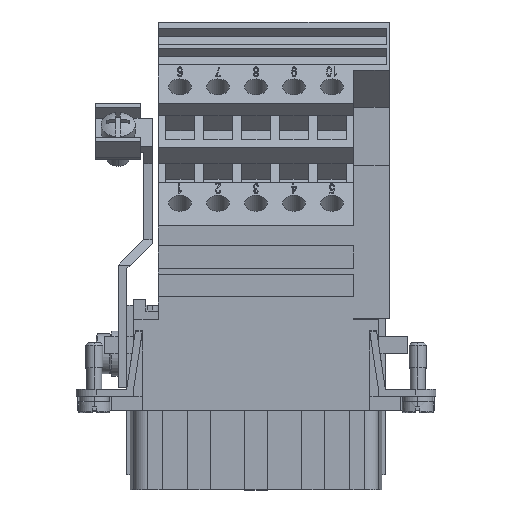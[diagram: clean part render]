
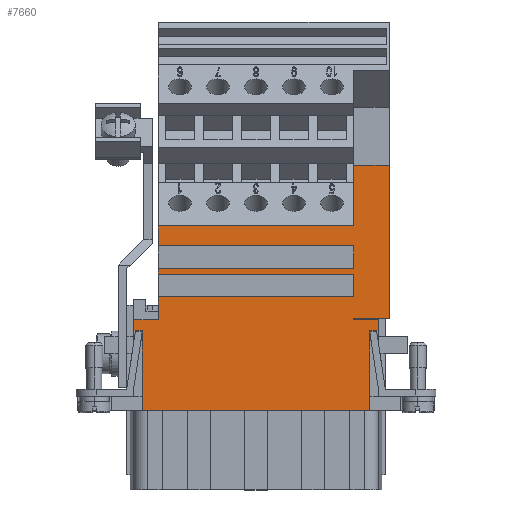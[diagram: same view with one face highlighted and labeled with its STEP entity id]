
A CAD part, top view. The second image highlights one B-rep face of the part: STEP entity #7660.
In plain terms, the highlighted planar face has unit normal (0, 0, 1).
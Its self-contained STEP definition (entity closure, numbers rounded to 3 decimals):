
#5646=CARTESIAN_POINT('',(20.05,0.0,17.));
#5647=VERTEX_POINT('',#5646);
#5654=CARTESIAN_POINT('',(-20.05,0.0,17.));
#5655=VERTEX_POINT('',#5654);
#5656=CARTESIAN_POINT('',(20.05,0.0,17.));
#5657=DIRECTION('',(-1.0,0.0,0.0));
#5658=VECTOR('',#5657,40.1);
#5659=LINE('',#5656,#5658);
#5660=EDGE_CURVE('',#5647,#5655,#5659,.T.);
#7261=CARTESIAN_POINT('',(-17.2,20.0,17.0));
#7262=VERTEX_POINT('',#7261);
#7269=CARTESIAN_POINT('',(17.2,20.0,17.0));
#7270=VERTEX_POINT('',#7269);
#7271=CARTESIAN_POINT('',(17.2,20.0,17.0));
#7272=DIRECTION('',(-1.0,0.0,0.0));
#7273=VECTOR('',#7272,34.4);
#7274=LINE('',#7271,#7273);
#7275=EDGE_CURVE('',#7270,#7262,#7274,.T.);
#7300=CARTESIAN_POINT('',(17.2,24.0,17.0));
#7301=VERTEX_POINT('',#7300);
#7302=CARTESIAN_POINT('',(17.2,24.0,17.0));
#7303=DIRECTION('',(0.0,-1.0,0.0));
#7304=VECTOR('',#7303,4.0);
#7305=LINE('',#7302,#7304);
#7306=EDGE_CURVE('',#7301,#7270,#7305,.T.);
#7331=CARTESIAN_POINT('',(-17.2,24.0,17.0));
#7332=VERTEX_POINT('',#7331);
#7333=CARTESIAN_POINT('',(-17.2,24.0,17.0));
#7334=DIRECTION('',(1.0,0.0,0.0));
#7335=VECTOR('',#7334,34.4);
#7336=LINE('',#7333,#7335);
#7337=EDGE_CURVE('',#7332,#7301,#7336,.T.);
#7380=CARTESIAN_POINT('',(-17.2,25.0,17.0));
#7381=VERTEX_POINT('',#7380);
#7388=CARTESIAN_POINT('',(17.2,25.0,17.0));
#7389=VERTEX_POINT('',#7388);
#7390=CARTESIAN_POINT('',(17.2,25.0,17.0));
#7391=DIRECTION('',(-1.0,0.0,0.0));
#7392=VECTOR('',#7391,34.4);
#7393=LINE('',#7390,#7392);
#7394=EDGE_CURVE('',#7389,#7381,#7393,.T.);
#7419=CARTESIAN_POINT('',(17.2,29.0,17.0));
#7420=VERTEX_POINT('',#7419);
#7421=CARTESIAN_POINT('',(17.2,29.0,17.0));
#7422=DIRECTION('',(0.0,-1.0,0.0));
#7423=VECTOR('',#7422,4.0);
#7424=LINE('',#7421,#7423);
#7425=EDGE_CURVE('',#7420,#7389,#7424,.T.);
#7450=CARTESIAN_POINT('',(-17.2,29.0,17.0));
#7451=VERTEX_POINT('',#7450);
#7452=CARTESIAN_POINT('',(-17.2,29.0,17.0));
#7453=DIRECTION('',(1.0,0.0,0.0));
#7454=VECTOR('',#7453,34.4);
#7455=LINE('',#7452,#7454);
#7456=EDGE_CURVE('',#7451,#7420,#7455,.T.);
#7484=CARTESIAN_POINT('',(-17.2,0.0,17.0));
#7485=DIRECTION('',(0.0,0.0,1.0));
#7486=DIRECTION('',(1.0,0.0,0.0));
#7487=AXIS2_PLACEMENT_3D('',#7484,#7485,#7486);
#7488=PLANE('',#7487);
#7489=ORIENTED_EDGE('',*,*,#7337,.T.);
#7490=ORIENTED_EDGE('',*,*,#7306,.T.);
#7491=ORIENTED_EDGE('',*,*,#7275,.T.);
#7492=CARTESIAN_POINT('',(-17.2,16.0,17.0));
#7493=VERTEX_POINT('',#7492);
#7494=CARTESIAN_POINT('',(-17.2,16.0,17.0));
#7495=DIRECTION('',(0.0,1.0,0.0));
#7496=VECTOR('',#7495,4.0);
#7497=LINE('',#7494,#7496);
#7498=EDGE_CURVE('',#7493,#7262,#7497,.T.);
#7499=ORIENTED_EDGE('',*,*,#7498,.F.);
#7500=CARTESIAN_POINT('',(-21.55,16.0,17.));
#7501=VERTEX_POINT('',#7500);
#7502=CARTESIAN_POINT('',(-17.2,16.0,17.0));
#7503=DIRECTION('',(-1.0,0.0,0.0));
#7504=VECTOR('',#7503,4.35);
#7505=LINE('',#7502,#7504);
#7506=EDGE_CURVE('',#7493,#7501,#7505,.T.);
#7507=ORIENTED_EDGE('',*,*,#7506,.T.);
#7508=CARTESIAN_POINT('',(-21.55,14.,17.0));
#7509=VERTEX_POINT('',#7508);
#7510=CARTESIAN_POINT('',(-21.55,14.,17.0));
#7511=DIRECTION('',(0.0,1.0,0.0));
#7512=VECTOR('',#7511,2.);
#7513=LINE('',#7510,#7512);
#7514=EDGE_CURVE('',#7509,#7501,#7513,.T.);
#7515=ORIENTED_EDGE('',*,*,#7514,.F.);
#7516=CARTESIAN_POINT('',(-21.236,14.,17.0));
#7517=VERTEX_POINT('',#7516);
#7518=CARTESIAN_POINT('',(-21.55,14.,17.0));
#7519=DIRECTION('',(1.0,0.0,0.0));
#7520=VECTOR('',#7519,0.314);
#7521=LINE('',#7518,#7520);
#7522=EDGE_CURVE('',#7509,#7517,#7521,.T.);
#7523=ORIENTED_EDGE('',*,*,#7522,.T.);
#7524=CARTESIAN_POINT('',(-20.05,14.,17.));
#7525=VERTEX_POINT('',#7524);
#7526=CARTESIAN_POINT('',(-21.236,14.,17.0));
#7527=DIRECTION('',(1.0,0.0,0.0));
#7528=VECTOR('',#7527,1.186);
#7529=LINE('',#7526,#7528);
#7530=EDGE_CURVE('',#7517,#7525,#7529,.T.);
#7531=ORIENTED_EDGE('',*,*,#7530,.T.);
#7532=CARTESIAN_POINT('',(-20.05,13.818,17.0));
#7533=VERTEX_POINT('',#7532);
#7534=CARTESIAN_POINT('',(-20.05,14.,17.));
#7535=DIRECTION('',(0.0,-1.0,0.0));
#7536=VECTOR('',#7535,0.182);
#7537=LINE('',#7534,#7536);
#7538=EDGE_CURVE('',#7525,#7533,#7537,.T.);
#7539=ORIENTED_EDGE('',*,*,#7538,.T.);
#7540=CARTESIAN_POINT('',(-20.05,13.818,17.0));
#7541=DIRECTION('',(0.0,-1.0,0.0));
#7542=VECTOR('',#7541,13.818);
#7543=LINE('',#7540,#7542);
#7544=EDGE_CURVE('',#7533,#5655,#7543,.T.);
#7545=ORIENTED_EDGE('',*,*,#7544,.T.);
#7546=ORIENTED_EDGE('',*,*,#5660,.F.);
#7547=CARTESIAN_POINT('',(20.05,13.818,17.0));
#7548=VERTEX_POINT('',#7547);
#7549=CARTESIAN_POINT('',(20.05,0.0,17.));
#7550=DIRECTION('',(0.0,1.0,0.0));
#7551=VECTOR('',#7550,13.818);
#7552=LINE('',#7549,#7551);
#7553=EDGE_CURVE('',#5647,#7548,#7552,.T.);
#7554=ORIENTED_EDGE('',*,*,#7553,.T.);
#7555=CARTESIAN_POINT('',(20.05,14.,17.));
#7556=VERTEX_POINT('',#7555);
#7557=CARTESIAN_POINT('',(20.05,13.818,17.0));
#7558=DIRECTION('',(0.0,1.0,0.0));
#7559=VECTOR('',#7558,0.182);
#7560=LINE('',#7557,#7559);
#7561=EDGE_CURVE('',#7548,#7556,#7560,.T.);
#7562=ORIENTED_EDGE('',*,*,#7561,.T.);
#7563=CARTESIAN_POINT('',(21.236,14.,17.0));
#7564=VERTEX_POINT('',#7563);
#7565=CARTESIAN_POINT('',(20.05,14.,17.));
#7566=DIRECTION('',(1.0,0.0,0.0));
#7567=VECTOR('',#7566,1.186);
#7568=LINE('',#7565,#7567);
#7569=EDGE_CURVE('',#7556,#7564,#7568,.T.);
#7570=ORIENTED_EDGE('',*,*,#7569,.T.);
#7571=CARTESIAN_POINT('',(21.55,14.,17.));
#7572=VERTEX_POINT('',#7571);
#7573=CARTESIAN_POINT('',(21.236,14.,17.0));
#7574=DIRECTION('',(1.0,0.0,0.0));
#7575=VECTOR('',#7574,0.314);
#7576=LINE('',#7573,#7575);
#7577=EDGE_CURVE('',#7564,#7572,#7576,.T.);
#7578=ORIENTED_EDGE('',*,*,#7577,.T.);
#7579=CARTESIAN_POINT('',(21.55,16.0,17.0));
#7580=VERTEX_POINT('',#7579);
#7581=CARTESIAN_POINT('',(21.55,14.,17.));
#7582=DIRECTION('',(0.0,1.0,0.0));
#7583=VECTOR('',#7582,2.);
#7584=LINE('',#7581,#7583);
#7585=EDGE_CURVE('',#7572,#7580,#7584,.T.);
#7586=ORIENTED_EDGE('',*,*,#7585,.T.);
#7587=CARTESIAN_POINT('',(17.2,16.0,17.0));
#7588=VERTEX_POINT('',#7587);
#7589=CARTESIAN_POINT('',(21.55,16.0,17.0));
#7590=DIRECTION('',(-1.0,0.0,0.0));
#7591=VECTOR('',#7590,4.35);
#7592=LINE('',#7589,#7591);
#7593=EDGE_CURVE('',#7580,#7588,#7592,.T.);
#7594=ORIENTED_EDGE('',*,*,#7593,.T.);
#7595=CARTESIAN_POINT('',(17.2,16.2,17.0));
#7596=VERTEX_POINT('',#7595);
#7597=CARTESIAN_POINT('',(17.2,16.2,17.0));
#7598=DIRECTION('',(0.0,-1.0,0.0));
#7599=VECTOR('',#7598,0.2);
#7600=LINE('',#7597,#7599);
#7601=EDGE_CURVE('',#7596,#7588,#7600,.T.);
#7602=ORIENTED_EDGE('',*,*,#7601,.F.);
#7603=CARTESIAN_POINT('',(23.5,16.2,17.0));
#7604=VERTEX_POINT('',#7603);
#7605=CARTESIAN_POINT('',(23.5,16.2,17.0));
#7606=DIRECTION('',(-1.0,0.0,0.0));
#7607=VECTOR('',#7606,6.3);
#7608=LINE('',#7605,#7607);
#7609=EDGE_CURVE('',#7604,#7596,#7608,.T.);
#7610=ORIENTED_EDGE('',*,*,#7609,.F.);
#7611=CARTESIAN_POINT('',(23.5,43.2,17.));
#7612=VERTEX_POINT('',#7611);
#7613=CARTESIAN_POINT('',(23.5,43.2,17.));
#7614=DIRECTION('',(0.0,-1.0,0.0));
#7615=VECTOR('',#7614,27.0);
#7616=LINE('',#7613,#7615);
#7617=EDGE_CURVE('',#7612,#7604,#7616,.T.);
#7618=ORIENTED_EDGE('',*,*,#7617,.F.);
#7619=CARTESIAN_POINT('',(17.2,43.2,17.));
#7620=VERTEX_POINT('',#7619);
#7621=CARTESIAN_POINT('',(23.5,43.2,17.));
#7622=DIRECTION('',(-1.0,0.0,0.0));
#7623=VECTOR('',#7622,6.3);
#7624=LINE('',#7621,#7623);
#7625=EDGE_CURVE('',#7612,#7620,#7624,.T.);
#7626=ORIENTED_EDGE('',*,*,#7625,.T.);
#7627=CARTESIAN_POINT('',(17.2,32.5,17.));
#7628=VERTEX_POINT('',#7627);
#7629=CARTESIAN_POINT('',(17.2,43.2,17.));
#7630=DIRECTION('',(0.0,-1.0,0.0));
#7631=VECTOR('',#7630,10.7);
#7632=LINE('',#7629,#7631);
#7633=EDGE_CURVE('',#7620,#7628,#7632,.T.);
#7634=ORIENTED_EDGE('',*,*,#7633,.T.);
#7635=CARTESIAN_POINT('',(-17.2,32.5,17.));
#7636=VERTEX_POINT('',#7635);
#7637=CARTESIAN_POINT('',(17.2,32.5,17.));
#7638=DIRECTION('',(-1.0,0.0,0.0));
#7639=VECTOR('',#7638,34.4);
#7640=LINE('',#7637,#7639);
#7641=EDGE_CURVE('',#7628,#7636,#7640,.T.);
#7642=ORIENTED_EDGE('',*,*,#7641,.T.);
#7643=CARTESIAN_POINT('',(-17.2,29.0,17.0));
#7644=DIRECTION('',(0.0,1.0,0.0));
#7645=VECTOR('',#7644,3.5);
#7646=LINE('',#7643,#7645);
#7647=EDGE_CURVE('',#7451,#7636,#7646,.T.);
#7648=ORIENTED_EDGE('',*,*,#7647,.F.);
#7649=ORIENTED_EDGE('',*,*,#7456,.T.);
#7650=ORIENTED_EDGE('',*,*,#7425,.T.);
#7651=ORIENTED_EDGE('',*,*,#7394,.T.);
#7652=CARTESIAN_POINT('',(-17.2,24.0,17.0));
#7653=DIRECTION('',(0.0,1.0,0.0));
#7654=VECTOR('',#7653,1.0);
#7655=LINE('',#7652,#7654);
#7656=EDGE_CURVE('',#7332,#7381,#7655,.T.);
#7657=ORIENTED_EDGE('',*,*,#7656,.F.);
#7658=EDGE_LOOP('',(#7489,#7490,#7491,#7499,#7507,#7515,#7523,#7531,#7539,#7545,#7546,#7554,#7562,#7570,#7578,#7586,#7594,#7602,#7610,#7618,#7626,#7634,#7642,#7648,#7649,#7650,#7651,#7657));
#7659=FACE_OUTER_BOUND('',#7658,.T.);
#7660=ADVANCED_FACE('',(#7659),#7488,.T.);
